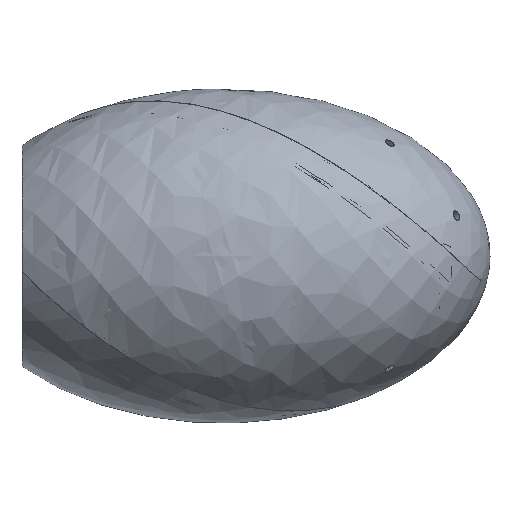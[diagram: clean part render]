
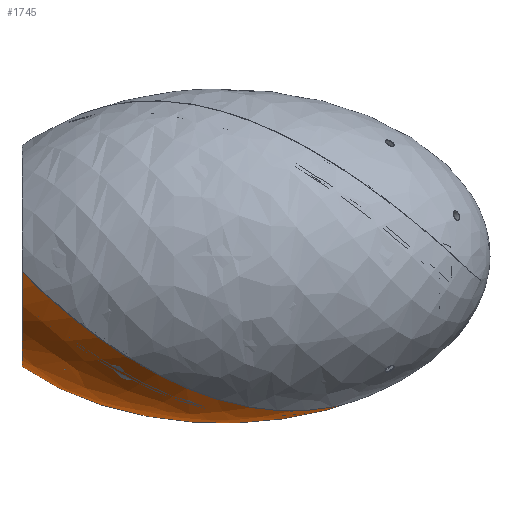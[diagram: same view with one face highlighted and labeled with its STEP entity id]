
A CAD part, left-side view. The second image highlights one B-rep face of the part: STEP entity #1745.
In plain terms, the highlighted free-form (B-spline) face has degree [2, 2] with [5, 9] control points.
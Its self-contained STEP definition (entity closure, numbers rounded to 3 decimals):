
#304=FACE_OUTER_BOUND('',#428,.T.);
#428=EDGE_LOOP('',(#1243,#1244,#1245));
#563=B_SPLINE_CURVE_WITH_KNOTS('',3,(#2825,#2826,#2827,#2828,#2829,#2830,
#2831,#2832,#2833,#2834,#2835,#2836),.UNSPECIFIED.,.F.,.F.,(4,2,2,2,2,4),
(-21.902,-20.178,-15.456,-11.035,
-7.249,-4.671),.UNSPECIFIED.);
#564=B_SPLINE_CURVE_WITH_KNOTS('',3,(#2837,#2838,#2839,#2840,#2841,#2842,
#2843,#2844,#2845,#2846,#2847,#2848,#2849,#2850,#2851),.UNSPECIFIED.,.F.,
 .F.,(4,2,2,3,2,2,4),(-6.311,-5.168,-2.584,
0.,1.463,2.926,3.158),.UNSPECIFIED.);
#705=(
BOUNDED_CURVE()
B_SPLINE_CURVE(2,(#2249,#2250,#2251,#2252,#2253),.UNSPECIFIED.,.F.,.F.)
B_SPLINE_CURVE_WITH_KNOTS((3,2,3),(0.726,1.571,2.149),
 .UNSPECIFIED.)
CURVE()
GEOMETRIC_REPRESENTATION_ITEM()
RATIONAL_B_SPLINE_CURVE((0.854,0.842,1.,0.892,
0.864))
REPRESENTATION_ITEM('')
);
#708=VERTEX_POINT('',#2247);
#709=VERTEX_POINT('',#2248);
#754=VERTEX_POINT('',#2824);
#886=EDGE_CURVE('',#708,#709,#705,.T.);
#943=EDGE_CURVE('',#709,#754,#563,.T.);
#944=EDGE_CURVE('',#754,#708,#564,.T.);
#1243=ORIENTED_EDGE('',*,*,#886,.T.);
#1244=ORIENTED_EDGE('',*,*,#943,.T.);
#1245=ORIENTED_EDGE('',*,*,#944,.T.);
#1700=(
BOUNDED_SURFACE()
B_SPLINE_SURFACE(2,2,((#2779,#2780,#2781,#2782,#2783,#2784,#2785,#2786,
#2787),(#2788,#2789,#2790,#2791,#2792,#2793,#2794,#2795,#2796),(#2797,#2798,
#2799,#2800,#2801,#2802,#2803,#2804,#2805),(#2806,#2807,#2808,#2809,#2810,
#2811,#2812,#2813,#2814),(#2815,#2816,#2817,#2818,#2819,#2820,#2821,#2822,
#2823)),.UNSPECIFIED.,.F.,.T.,.F.)
B_SPLINE_SURFACE_WITH_KNOTS((3,2,3),(3,2,2,2,3),(-3.142,-1.571,
0.),(0.,1.571,3.142,4.712,6.283),
 .UNSPECIFIED.)
GEOMETRIC_REPRESENTATION_ITEM()
RATIONAL_B_SPLINE_SURFACE(((1.,0.707,1.,0.707,1.,
0.707,1.,0.707,1.),(0.707,0.5,0.707,
0.5,0.707,0.5,0.707,0.5,0.707),(1.,
0.707,1.,0.707,1.,0.707,1.,0.707,
1.),(0.707,0.5,0.707,0.5,0.707,0.5,
0.707,0.5,0.707),(1.,0.707,1.,0.707,
1.,0.707,1.,0.707,1.)))
REPRESENTATION_ITEM('')
SURFACE()
);
#1745=ADVANCED_FACE('',(#304),#1700,.T.);
#2247=CARTESIAN_POINT('',(0.,120.,-66.144));
#2248=CARTESIAN_POINT('',(0.,-85.973,-84.337));
#2249=CARTESIAN_POINT('Ctrl Pts',(0.,120.,-66.144));
#2250=CARTESIAN_POINT('Ctrl Pts',(0.,72.227,-100.));
#2251=CARTESIAN_POINT('Ctrl Pts',(0.,0.,-100.));
#2252=CARTESIAN_POINT('Ctrl Pts',(0.,-46.639,-100.));
#2253=CARTESIAN_POINT('Ctrl Pts',(0.,-85.973,-84.337));
#2779=CARTESIAN_POINT('Ctrl Pts',(0.,-160.,0.));
#2780=CARTESIAN_POINT('Ctrl Pts',(0.,-160.,0.));
#2781=CARTESIAN_POINT('Ctrl Pts',(0.,-160.,0.));
#2782=CARTESIAN_POINT('Ctrl Pts',(0.,-160.,0.));
#2783=CARTESIAN_POINT('Ctrl Pts',(0.,-160.,0.));
#2784=CARTESIAN_POINT('Ctrl Pts',(0.,-160.,0.));
#2785=CARTESIAN_POINT('Ctrl Pts',(0.,-160.,0.));
#2786=CARTESIAN_POINT('Ctrl Pts',(0.,-160.,0.));
#2787=CARTESIAN_POINT('Ctrl Pts',(0.,-160.,0.));
#2788=CARTESIAN_POINT('Ctrl Pts',(0.,-160.,-100.));
#2789=CARTESIAN_POINT('Ctrl Pts',(100.,-160.,-100.));
#2790=CARTESIAN_POINT('Ctrl Pts',(100.,-160.,0.));
#2791=CARTESIAN_POINT('Ctrl Pts',(100.,-160.,100.));
#2792=CARTESIAN_POINT('Ctrl Pts',(0.,-160.,100.));
#2793=CARTESIAN_POINT('Ctrl Pts',(-100.,-160.,100.));
#2794=CARTESIAN_POINT('Ctrl Pts',(-100.,-160.,0.));
#2795=CARTESIAN_POINT('Ctrl Pts',(-100.,-160.,-100.));
#2796=CARTESIAN_POINT('Ctrl Pts',(0.,-160.,-100.));
#2797=CARTESIAN_POINT('Ctrl Pts',(0.,0.,-100.));
#2798=CARTESIAN_POINT('Ctrl Pts',(100.,0.,-100.));
#2799=CARTESIAN_POINT('Ctrl Pts',(100.,0.,0.));
#2800=CARTESIAN_POINT('Ctrl Pts',(100.,0.,100.));
#2801=CARTESIAN_POINT('Ctrl Pts',(0.,0.,100.));
#2802=CARTESIAN_POINT('Ctrl Pts',(-100.,0.,100.));
#2803=CARTESIAN_POINT('Ctrl Pts',(-100.,0.,0.));
#2804=CARTESIAN_POINT('Ctrl Pts',(-100.,0.,-100.));
#2805=CARTESIAN_POINT('Ctrl Pts',(0.,0.,-100.));
#2806=CARTESIAN_POINT('Ctrl Pts',(0.,160.,-100.));
#2807=CARTESIAN_POINT('Ctrl Pts',(100.,160.,-100.));
#2808=CARTESIAN_POINT('Ctrl Pts',(100.,160.,0.));
#2809=CARTESIAN_POINT('Ctrl Pts',(100.,160.,100.));
#2810=CARTESIAN_POINT('Ctrl Pts',(0.,160.,100.));
#2811=CARTESIAN_POINT('Ctrl Pts',(-100.,160.,100.));
#2812=CARTESIAN_POINT('Ctrl Pts',(-100.,160.,0.));
#2813=CARTESIAN_POINT('Ctrl Pts',(-100.,160.,-100.));
#2814=CARTESIAN_POINT('Ctrl Pts',(0.,160.,-100.));
#2815=CARTESIAN_POINT('Ctrl Pts',(0.,160.,0.));
#2816=CARTESIAN_POINT('Ctrl Pts',(0.,160.,0.));
#2817=CARTESIAN_POINT('Ctrl Pts',(0.,160.,0.));
#2818=CARTESIAN_POINT('Ctrl Pts',(0.,160.,0.));
#2819=CARTESIAN_POINT('Ctrl Pts',(0.,160.,0.));
#2820=CARTESIAN_POINT('Ctrl Pts',(0.,160.,0.));
#2821=CARTESIAN_POINT('Ctrl Pts',(0.,160.,0.));
#2822=CARTESIAN_POINT('Ctrl Pts',(0.,160.,0.));
#2823=CARTESIAN_POINT('Ctrl Pts',(0.,160.,0.));
#2824=CARTESIAN_POINT('',(-65.473,120.,-9.396));
#2825=CARTESIAN_POINT('Ctrl Pts',(0.,-85.973,
-84.337));
#2826=CARTESIAN_POINT('Ctrl Pts',(-3.788,-79.53,-86.903));
#2827=CARTESIAN_POINT('Ctrl Pts',(-7.855,-72.789,-88.927));
#2828=CARTESIAN_POINT('Ctrl Pts',(-23.744,-46.574,-94.253));
#2829=CARTESIAN_POINT('Ctrl Pts',(-36.132,-26.381,-93.453));
#2830=CARTESIAN_POINT('Ctrl Pts',(-56.975,13.763,-83.381));
#2831=CARTESIAN_POINT('Ctrl Pts',(-65.278,33.033,-74.819));
#2832=CARTESIAN_POINT('Ctrl Pts',(-74.108,67.832,-54.036));
#2833=CARTESIAN_POINT('Ctrl Pts',(-75.344,82.675,-43.04));
#2834=CARTESIAN_POINT('Ctrl Pts',(-72.147,104.988,-24.114));
#2835=CARTESIAN_POINT('Ctrl Pts',(-69.439,113.028,-16.544));
#2836=CARTESIAN_POINT('Ctrl Pts',(-65.473,120.,-9.396));
#2837=CARTESIAN_POINT('Ctrl Pts',(-65.473,120.,-9.396));
#2838=CARTESIAN_POINT('Ctrl Pts',(-64.934,120.,-13.152));
#2839=CARTESIAN_POINT('Ctrl Pts',(-64.072,120.,-16.863));
#2840=CARTESIAN_POINT('Ctrl Pts',(-60.223,120.,-28.677));
#2841=CARTESIAN_POINT('Ctrl Pts',(-55.981,120.,-36.267));
#2842=CARTESIAN_POINT('Ctrl Pts',(-44.827,120.,-49.393));
#2843=CARTESIAN_POINT('Ctrl Pts',(-38.021,120.,-54.805));
#2844=CARTESIAN_POINT('Ctrl Pts',(-30.37,120.,-58.759));
#2845=CARTESIAN_POINT('Ctrl Pts',(-26.038,120.,-60.998));
#2846=CARTESIAN_POINT('Ctrl Pts',(-21.471,120.,-62.752));
#2847=CARTESIAN_POINT('Ctrl Pts',(-12.036,120.,-65.222));
#2848=CARTESIAN_POINT('Ctrl Pts',(-7.197,120.,-65.932));
#2849=CARTESIAN_POINT('Ctrl Pts',(-1.548,120.,-66.13));
#2850=CARTESIAN_POINT('Ctrl Pts',(-0.774,120.,-66.144));
#2851=CARTESIAN_POINT('Ctrl Pts',(0.,120.,-66.144));
